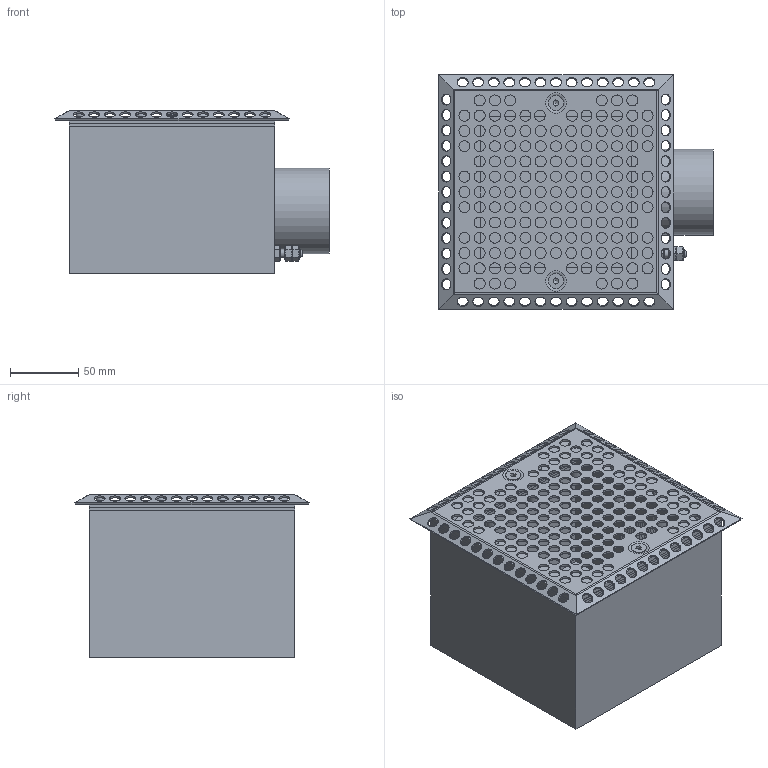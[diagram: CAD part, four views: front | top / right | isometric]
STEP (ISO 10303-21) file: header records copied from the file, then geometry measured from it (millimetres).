
FILE_DESCRIPTION(('STEP AP214'), '1');
FILE_NAME('Ð4-08 Äîííûé ñëèâ êâàäðàòíûé 150õ150õ100 ïëåíêà', '2024-12-06T08:50:23', ('Runwill'), (''), 'C3D Converter', 'C3D Toolkit', '');
FILE_SCHEMA(('AUTOMOTIVE_DESIGN { 1 0 10303 214 3 1 1}'));
Length unit declared in the file: millimetre
Assembly tree (37 placements, depth 4):
  (unnamed)
    (unnamed)
      (unnamed)  x14
      (unnamed)
        (unnamed)
        (unnamed)  x2
    (unnamed)
    (unnamed)  x2
    (unnamed)
    (unnamed)
    (unnamed)  x12
    (unnamed)
Bounding box: 200.75 x 171.5 x 119.8 mm (x, y, z)
Volume: 272887.4 mm3; surface area: 347296.3 mm2
Topology: 22 solids, 22 shells, 695 faces, 1714 edges, 1109 vertices
Faces by surface type: cylinder 338, plane 254, cone 60, torus 21, sphere 12, bspline 10
Full cylindrical faces by diameter (mm): 4.917 x16, 6 x15, 7.5 x56, 8 x201, 10 x15, 11.34 x2, 62.7 x1
Entity records: 24872 total; most frequent: CARTESIAN_POINT 11525, DIRECTION 2531, ORIENTED_EDGE 1892, EDGE_LOOP 1324, AXIS2_PLACEMENT_3D 1152, EDGE_CURVE 946, VERTEX_POINT 810, FACE_BOUND 722
